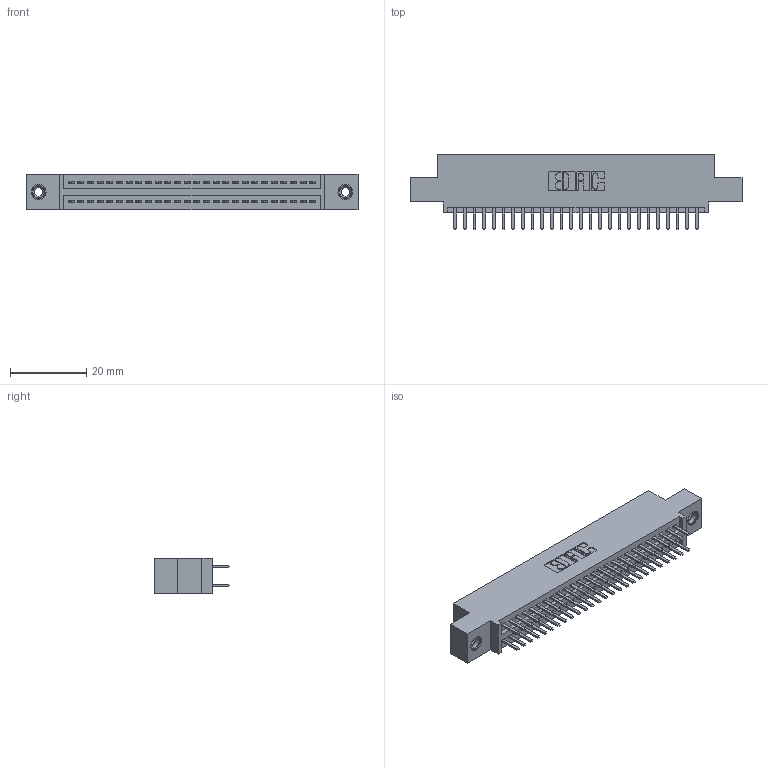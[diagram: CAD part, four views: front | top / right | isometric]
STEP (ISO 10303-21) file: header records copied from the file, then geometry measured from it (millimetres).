
FILE_DESCRIPTION (( 'STEP AP203' ), '1' );
FILE_NAME ('345-052-520-508.STEP', '2019-10-29T13:56:02', ( '' ), ( '' ), 'SwSTEP 2.0', 'SolidWorks 2016', '' );
FILE_SCHEMA (( 'CONFIG_CONTROL_DESIGN' ));
Length unit declared in the file: inch
Products named in the file (4): 345-052-520-508; 345 Part_0.110 Offset - 0.156 Dia-TI; 345-292-001_345-293-120; 345-250-001_345-250-003-102
Assembly tree (55 placements, depth 2):
  345-052-520-508
    345 Part_0.110 Offset - 0.156 Dia-TI
    345-292-001_345-293-120  x52
    345-250-001_345-250-003-102  x2
Bounding box: 87.25 x 19.68 x 9.4 mm (x, y, z)
Volume: 8224.2 mm3; surface area: 11904.5 mm2
Topology: 55 solids, 55 shells, 2998 faces, 8653 edges, 5622 vertices
Faces by surface type: plane 1936, cylinder 1046, cone 12, torus 4
Entity records: 23986 total; most frequent: CARTESIAN_POINT 4031, ORIENTED_EDGE 3946, DIRECTION 3587, EDGE_CURVE 1973, LINE 1713, VECTOR 1713, VERTEX_POINT 1308, AXIS2_PLACEMENT_3D 937
